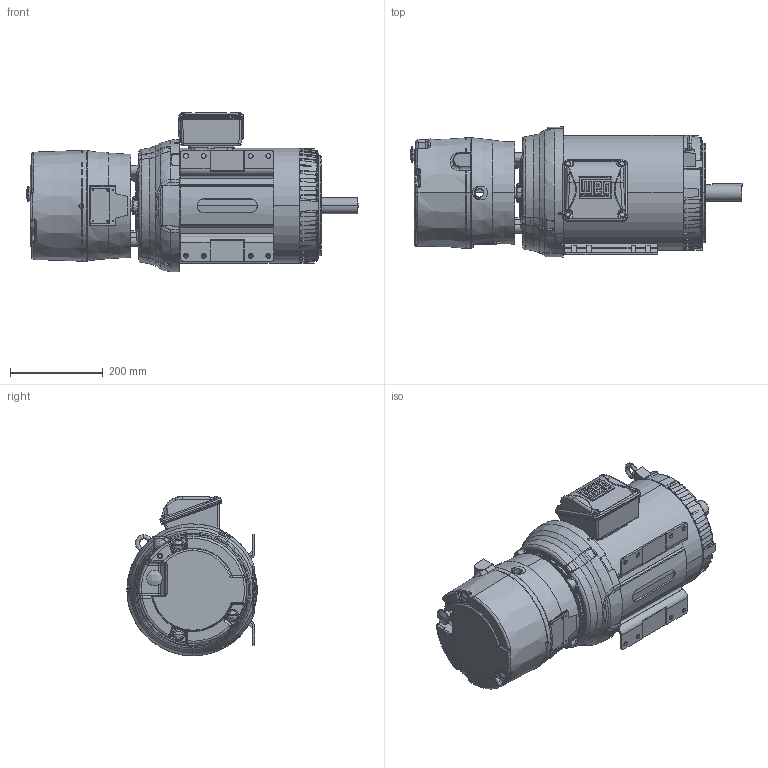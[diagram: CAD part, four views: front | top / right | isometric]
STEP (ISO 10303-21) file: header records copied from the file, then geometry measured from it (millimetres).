
FILE_DESCRIPTION (( 'STEP AP214' ), '1' );
FILE_NAME ('13733398 nc ext1b BM n Bell n Shft 1a W std mtr wo bell shft 1b fxt b .STEP', '2024-02-06T02:12:56', ( '' ), ( '' ), 'SwSTEP 2.0', 'SolidWorks 2021', '' );
FILE_SCHEMA (( 'AUTOMOTIVE_DESIGN' ));
Length unit declared in the file: inch
Products named in the file (1): 13733398 nc ext1b BM n Bell n Shft 1a W std mtr wo bell shft 1b fxt b 
Bounding box: 717.45 x 281.29 x 345.27 mm (x, y, z)
Volume: 25105181.6 mm3; surface area: 1563920.7 mm2
Topology: 29 solids, 45 shells, 3384 faces, 8759 edges, 5485 vertices
Faces by surface type: plane 1166, bspline 1037, cylinder 678, cone 501, torus 2
Entity records: 152181 total; most frequent: CARTESIAN_POINT 77596, ORIENTED_EDGE 17398, DIRECTION 12974, EDGE_CURVE 8699, VERTEX_POINT 5485, AXIS2_PLACEMENT_3D 4786, EDGE_LOOP 3610, LINE 3402
